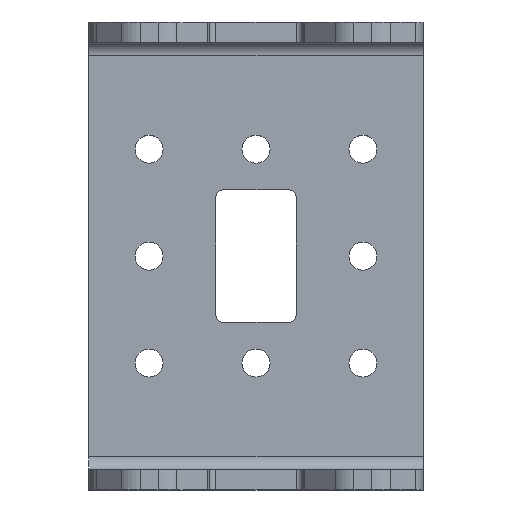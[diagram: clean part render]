
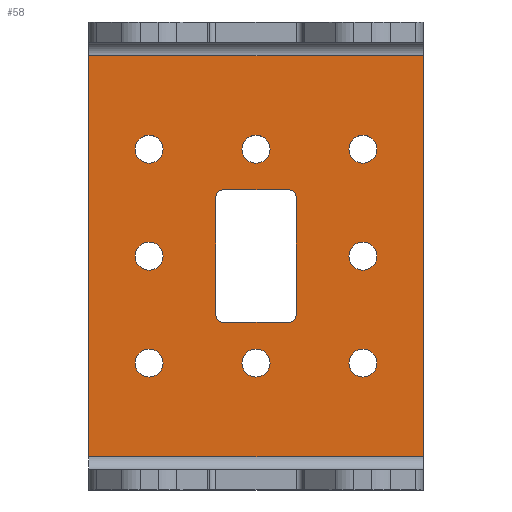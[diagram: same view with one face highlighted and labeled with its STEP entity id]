
A CAD part, top view. The second image highlights one B-rep face of the part: STEP entity #58.
In plain terms, the highlighted planar face has unit normal (0, 0, 1).
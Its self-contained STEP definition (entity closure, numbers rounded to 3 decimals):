
#58=ADVANCED_FACE('',(#760,#762,#764,#766,#768,#770,#772,#774,#776,#778),#780,.T.);
#760=FACE_BOUND('',#761,.T.);
#761=EDGE_LOOP('',(#1382,#1383,#1384,#1385));
#762=FACE_BOUND('',#763,.T.);
#763=EDGE_LOOP('',(#1386,#1387,#1388,#1389,#1390,#1391,#1392,#1393));
#764=FACE_BOUND('',#765,.T.);
#765=EDGE_LOOP('',(#1394));
#766=FACE_BOUND('',#767,.T.);
#767=EDGE_LOOP('',(#1395));
#768=FACE_BOUND('',#769,.T.);
#769=EDGE_LOOP('',(#1396));
#770=FACE_BOUND('',#771,.T.);
#771=EDGE_LOOP('',(#1397));
#772=FACE_BOUND('',#773,.T.);
#773=EDGE_LOOP('',(#1398));
#774=FACE_BOUND('',#775,.T.);
#775=EDGE_LOOP('',(#1399));
#776=FACE_BOUND('',#777,.T.);
#777=EDGE_LOOP('',(#1400));
#778=FACE_BOUND('',#779,.T.);
#779=EDGE_LOOP('',(#1401));
#780=PLANE('',#781);
#781=AXIS2_PLACEMENT_3D('',#782,#783,#784);
#782=CARTESIAN_POINT('',(0.,0.,1.5));
#783=DIRECTION('',(0.,0.,1.));
#784=DIRECTION('',(1.,0.,0.));
#1382=ORIENTED_EDGE('',*,*,#1782,.T.);
#1383=ORIENTED_EDGE('',*,*,#1783,.T.);
#1384=ORIENTED_EDGE('',*,*,#1784,.F.);
#1385=ORIENTED_EDGE('',*,*,#1785,.T.);
#1386=ORIENTED_EDGE('',*,*,#1786,.T.);
#1387=ORIENTED_EDGE('',*,*,#1787,.T.);
#1388=ORIENTED_EDGE('',*,*,#1788,.T.);
#1389=ORIENTED_EDGE('',*,*,#1789,.T.);
#1390=ORIENTED_EDGE('',*,*,#1790,.T.);
#1391=ORIENTED_EDGE('',*,*,#1791,.T.);
#1392=ORIENTED_EDGE('',*,*,#1792,.T.);
#1393=ORIENTED_EDGE('',*,*,#1793,.T.);
#1394=ORIENTED_EDGE('',*,*,#1794,.T.);
#1395=ORIENTED_EDGE('',*,*,#1795,.T.);
#1396=ORIENTED_EDGE('',*,*,#1796,.T.);
#1397=ORIENTED_EDGE('',*,*,#1797,.T.);
#1398=ORIENTED_EDGE('',*,*,#1798,.T.);
#1399=ORIENTED_EDGE('',*,*,#1799,.T.);
#1400=ORIENTED_EDGE('',*,*,#1800,.T.);
#1401=ORIENTED_EDGE('',*,*,#1801,.T.);
#1782=EDGE_CURVE('',#1982,#1983,#1984,.T.);
#1783=EDGE_CURVE('',#1983,#1985,#1986,.T.);
#1784=EDGE_CURVE('',#1987,#1985,#1988,.T.);
#1785=EDGE_CURVE('',#1987,#1982,#1989,.T.);
#1786=EDGE_CURVE('',#1990,#1991,#1992,.F.);
#1787=EDGE_CURVE('',#1991,#1993,#1994,.F.);
#1788=EDGE_CURVE('',#1993,#1995,#1996,.F.);
#1789=EDGE_CURVE('',#1995,#1997,#1998,.F.);
#1790=EDGE_CURVE('',#1997,#1999,#2000,.F.);
#1791=EDGE_CURVE('',#1999,#2001,#2002,.F.);
#1792=EDGE_CURVE('',#2001,#2003,#2004,.F.);
#1793=EDGE_CURVE('',#2003,#1990,#2005,.F.);
#1794=EDGE_CURVE('',#2006,#2006,#2007,.F.);
#1795=EDGE_CURVE('',#2008,#2008,#2009,.F.);
#1796=EDGE_CURVE('',#2010,#2010,#2011,.F.);
#1797=EDGE_CURVE('',#2012,#2012,#2013,.F.);
#1798=EDGE_CURVE('',#2014,#2014,#2015,.F.);
#1799=EDGE_CURVE('',#2016,#2016,#2017,.F.);
#1800=EDGE_CURVE('',#2018,#2018,#2019,.F.);
#1801=EDGE_CURVE('',#2020,#2020,#2021,.F.);
#1982=VERTEX_POINT('',#2318);
#1983=VERTEX_POINT('',#2319);
#1984=LINE('',#2320,#2321);
#1985=VERTEX_POINT('',#2323);
#1986=LINE('',#2324,#2325);
#1987=VERTEX_POINT('',#2327);
#1988=LINE('',#2328,#2329);
#1989=LINE('',#2331,#2332);
#1990=VERTEX_POINT('',#2334);
#1991=VERTEX_POINT('',#2335);
#1992=LINE('',#2336,#2337);
#1993=VERTEX_POINT('',#2339);
#1994=CIRCLE('',#2340,0.5);
#1995=VERTEX_POINT('',#2344);
#1996=LINE('',#2345,#2346);
#1997=VERTEX_POINT('',#2348);
#1998=CIRCLE('',#2349,0.5);
#1999=VERTEX_POINT('',#2353);
#2000=LINE('',#2354,#2355);
#2001=VERTEX_POINT('',#2357);
#2002=CIRCLE('',#2358,0.5);
#2003=VERTEX_POINT('',#2362);
#2004=LINE('',#2363,#2364);
#2005=CIRCLE('',#2366,0.5);
#2006=VERTEX_POINT('',#2370);
#2007=CIRCLE('',#2371,1.05);
#2008=VERTEX_POINT('',#2375);
#2009=CIRCLE('',#2376,1.05);
#2010=VERTEX_POINT('',#2380);
#2011=CIRCLE('',#2381,1.05);
#2012=VERTEX_POINT('',#2385);
#2013=CIRCLE('',#2386,1.05);
#2014=VERTEX_POINT('',#2390);
#2015=CIRCLE('',#2391,1.05);
#2016=VERTEX_POINT('',#2395);
#2017=CIRCLE('',#2396,1.05);
#2018=VERTEX_POINT('',#2400);
#2019=CIRCLE('',#2401,1.05);
#2020=VERTEX_POINT('',#2405);
#2021=CIRCLE('',#2406,1.05);
#2318=CARTESIAN_POINT('',(-12.5,-15.,1.5));
#2319=CARTESIAN_POINT('',(12.5,-15.,1.5));
#2320=CARTESIAN_POINT('',(-12.5,-15.,1.5));
#2321=VECTOR('',#2322,1.);
#2322=DIRECTION('',(1.,0.,0.));
#2323=CARTESIAN_POINT('',(12.5,15.,1.5));
#2324=CARTESIAN_POINT('',(12.5,-15.,1.5));
#2325=VECTOR('',#2326,1.);
#2326=DIRECTION('',(0.,1.,0.));
#2327=CARTESIAN_POINT('',(-12.5,15.,1.5));
#2328=CARTESIAN_POINT('',(-12.5,15.,1.5));
#2329=VECTOR('',#2330,1.);
#2330=DIRECTION('',(1.,0.,0.));
#2331=CARTESIAN_POINT('',(-12.5,15.,1.5));
#2332=VECTOR('',#2333,1.);
#2333=DIRECTION('',(0.,-1.,0.));
#2334=CARTESIAN_POINT('',(-3.,-4.45,1.5));
#2335=CARTESIAN_POINT('',(-3.,4.45,1.5));
#2336=CARTESIAN_POINT('',(-3.,4.45,1.5));
#2337=VECTOR('',#2338,1.);
#2338=DIRECTION('',(0.,-1.,0.));
#2339=CARTESIAN_POINT('',(-2.5,4.95,1.5));
#2340=AXIS2_PLACEMENT_3D('',#2341,#2342,#2343);
#2341=CARTESIAN_POINT('',(-2.5,4.45,1.5));
#2342=DIRECTION('',(0.,-0.,1.));
#2343=DIRECTION('',(0.,1.,0.));
#2344=CARTESIAN_POINT('',(2.5,4.95,1.5));
#2345=CARTESIAN_POINT('',(2.5,4.95,1.5));
#2346=VECTOR('',#2347,1.);
#2347=DIRECTION('',(-1.,0.,0.));
#2348=CARTESIAN_POINT('',(3.,4.45,1.5));
#2349=AXIS2_PLACEMENT_3D('',#2350,#2351,#2352);
#2350=CARTESIAN_POINT('',(2.5,4.45,1.5));
#2351=DIRECTION('',(0.,0.,1.));
#2352=DIRECTION('',(1.,0.,0.));
#2353=CARTESIAN_POINT('',(3.,-4.45,1.5));
#2354=CARTESIAN_POINT('',(3.,-4.45,1.5));
#2355=VECTOR('',#2356,1.);
#2356=DIRECTION('',(0.,1.,0.));
#2357=CARTESIAN_POINT('',(2.5,-4.95,1.5));
#2358=AXIS2_PLACEMENT_3D('',#2359,#2360,#2361);
#2359=CARTESIAN_POINT('',(2.5,-4.45,1.5));
#2360=DIRECTION('',(-0.,0.,1.));
#2361=DIRECTION('',(0.,-1.,0.));
#2362=CARTESIAN_POINT('',(-2.5,-4.95,1.5));
#2363=CARTESIAN_POINT('',(-2.5,-4.95,1.5));
#2364=VECTOR('',#2365,1.);
#2365=DIRECTION('',(1.,0.,0.));
#2366=AXIS2_PLACEMENT_3D('',#2367,#2368,#2369);
#2367=CARTESIAN_POINT('',(-2.5,-4.45,1.5));
#2368=DIRECTION('',(0.,0.,1.));
#2369=DIRECTION('',(-1.,0.,0.));
#2370=CARTESIAN_POINT('',(8.,-9.05,1.5));
#2371=AXIS2_PLACEMENT_3D('',#2372,#2373,#2374);
#2372=CARTESIAN_POINT('',(8.,-8.,1.5));
#2373=DIRECTION('',(0.,0.,1.));
#2374=DIRECTION('',(0.,-1.,0.));
#2375=CARTESIAN_POINT('',(-8.,-9.05,1.5));
#2376=AXIS2_PLACEMENT_3D('',#2377,#2378,#2379);
#2377=CARTESIAN_POINT('',(-8.,-8.,1.5));
#2378=DIRECTION('',(0.,0.,1.));
#2379=DIRECTION('',(0.,-1.,0.));
#2380=CARTESIAN_POINT('',(8.,6.95,1.5));
#2381=AXIS2_PLACEMENT_3D('',#2382,#2383,#2384);
#2382=CARTESIAN_POINT('',(8.,8.,1.5));
#2383=DIRECTION('',(0.,0.,1.));
#2384=DIRECTION('',(0.,-1.,0.));
#2385=CARTESIAN_POINT('',(-8.,6.95,1.5));
#2386=AXIS2_PLACEMENT_3D('',#2387,#2388,#2389);
#2387=CARTESIAN_POINT('',(-8.,8.,1.5));
#2388=DIRECTION('',(0.,0.,1.));
#2389=DIRECTION('',(0.,-1.,0.));
#2390=CARTESIAN_POINT('',(-8.,-1.05,1.5));
#2391=AXIS2_PLACEMENT_3D('',#2392,#2393,#2394);
#2392=CARTESIAN_POINT('',(-8.,0.,1.5));
#2393=DIRECTION('',(0.,0.,1.));
#2394=DIRECTION('',(0.,-1.,0.));
#2395=CARTESIAN_POINT('',(8.,-1.05,1.5));
#2396=AXIS2_PLACEMENT_3D('',#2397,#2398,#2399);
#2397=CARTESIAN_POINT('',(8.,0.,1.5));
#2398=DIRECTION('',(0.,0.,1.));
#2399=DIRECTION('',(0.,-1.,0.));
#2400=CARTESIAN_POINT('',(0.,6.95,1.5));
#2401=AXIS2_PLACEMENT_3D('',#2402,#2403,#2404);
#2402=CARTESIAN_POINT('',(0.,8.,1.5));
#2403=DIRECTION('',(0.,0.,1.));
#2404=DIRECTION('',(0.,-1.,-0.));
#2405=CARTESIAN_POINT('',(0.,-9.05,1.5));
#2406=AXIS2_PLACEMENT_3D('',#2407,#2408,#2409);
#2407=CARTESIAN_POINT('',(0.,-8.,1.5));
#2408=DIRECTION('',(0.,0.,1.));
#2409=DIRECTION('',(0.,-1.,-0.));
